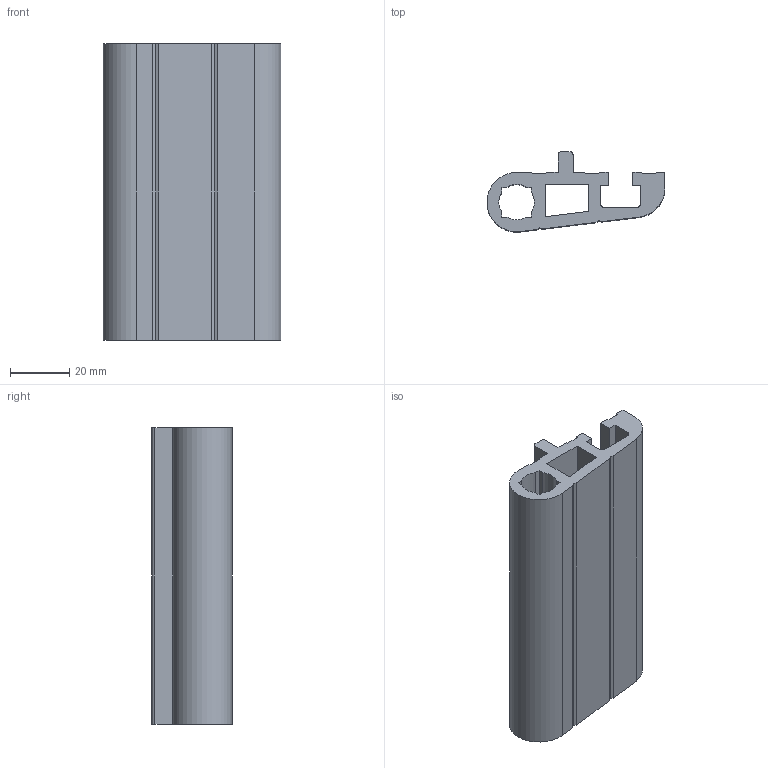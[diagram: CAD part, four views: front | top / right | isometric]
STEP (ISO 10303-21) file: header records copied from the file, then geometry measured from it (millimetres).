
FILE_DESCRIPTION(('STEP AP203'),'2;1');
FILE_NAME('01.CR01.00A.stp','2011-02-11T10:32:57',(''),(''),'2009.3.110','THINKDESIGN','');
FILE_SCHEMA(('CONFIG_CONTROL_DESIGN'));
Length unit declared in the file: millimetre
Bounding box: 60 x 26.99 x 100 mm (x, y, z)
Volume: 61790.1 mm3; surface area: 29436.8 mm2
Topology: 1 solids, 1 shells, 57 faces, 165 edges, 110 vertices
Faces by surface type: plane 47, cylinder 10
Entity records: 1960 total; most frequent: CARTESIAN_POINT 332, ORIENTED_EDGE 330, DIRECTION 299, EDGE_CURVE 165, VECTOR 145, LINE 145, VERTEX_POINT 110, AXIS2_PLACEMENT_3D 77
